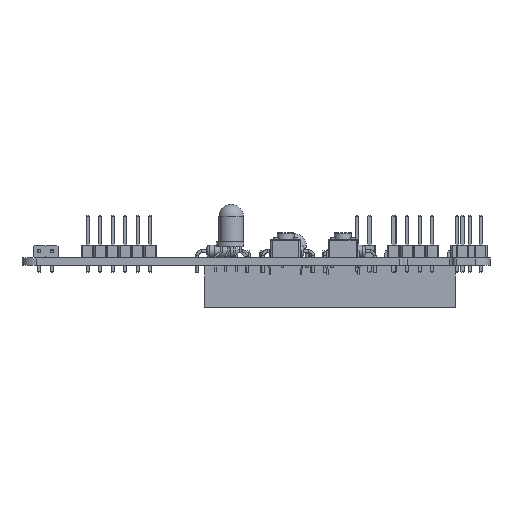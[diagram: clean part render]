
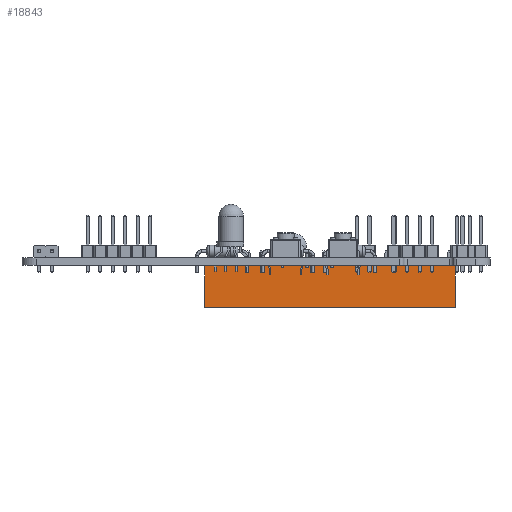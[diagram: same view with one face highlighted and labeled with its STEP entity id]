
A CAD part, front view. The second image highlights one B-rep face of the part: STEP entity #18843.
In plain terms, the highlighted face is planar.
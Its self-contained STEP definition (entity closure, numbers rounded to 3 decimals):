
#18843 = ADVANCED_FACE('',(#18844),#18878,.F.);
#18844 = FACE_BOUND('',#18845,.F.);
#18845 = EDGE_LOOP('',(#18846,#18856,#18864,#18872));
#18846 = ORIENTED_EDGE('',*,*,#18847,.T.);
#18847 = EDGE_CURVE('',#18848,#18850,#18852,.T.);
#18848 = VERTEX_POINT('',#18849);
#18849 = CARTESIAN_POINT('',(1.27,-49.53,0.));
#18850 = VERTEX_POINT('',#18851);
#18851 = CARTESIAN_POINT('',(1.27,-49.53,8.5));
#18852 = LINE('',#18853,#18854);
#18853 = CARTESIAN_POINT('',(1.27,-49.53,0.));
#18854 = VECTOR('',#18855,1.);
#18855 = DIRECTION('',(0.,0.,1.));
#18856 = ORIENTED_EDGE('',*,*,#18857,.T.);
#18857 = EDGE_CURVE('',#18850,#18858,#18860,.T.);
#18858 = VERTEX_POINT('',#18859);
#18859 = CARTESIAN_POINT('',(1.27,1.27,8.5));
#18860 = LINE('',#18861,#18862);
#18861 = CARTESIAN_POINT('',(1.27,-49.53,8.5));
#18862 = VECTOR('',#18863,1.);
#18863 = DIRECTION('',(0.,1.,0.));
#18864 = ORIENTED_EDGE('',*,*,#18865,.F.);
#18865 = EDGE_CURVE('',#18866,#18858,#18868,.T.);
#18866 = VERTEX_POINT('',#18867);
#18867 = CARTESIAN_POINT('',(1.27,1.27,0.));
#18868 = LINE('',#18869,#18870);
#18869 = CARTESIAN_POINT('',(1.27,1.27,0.));
#18870 = VECTOR('',#18871,1.);
#18871 = DIRECTION('',(0.,0.,1.));
#18872 = ORIENTED_EDGE('',*,*,#18873,.F.);
#18873 = EDGE_CURVE('',#18848,#18866,#18874,.T.);
#18874 = LINE('',#18875,#18876);
#18875 = CARTESIAN_POINT('',(1.27,-49.53,0.));
#18876 = VECTOR('',#18877,1.);
#18877 = DIRECTION('',(0.,1.,0.));
#18878 = PLANE('',#18879);
#18879 = AXIS2_PLACEMENT_3D('',#18880,#18881,#18882);
#18880 = CARTESIAN_POINT('',(1.27,-49.53,0.));
#18881 = DIRECTION('',(-1.,0.,0.));
#18882 = DIRECTION('',(0.,1.,0.));
